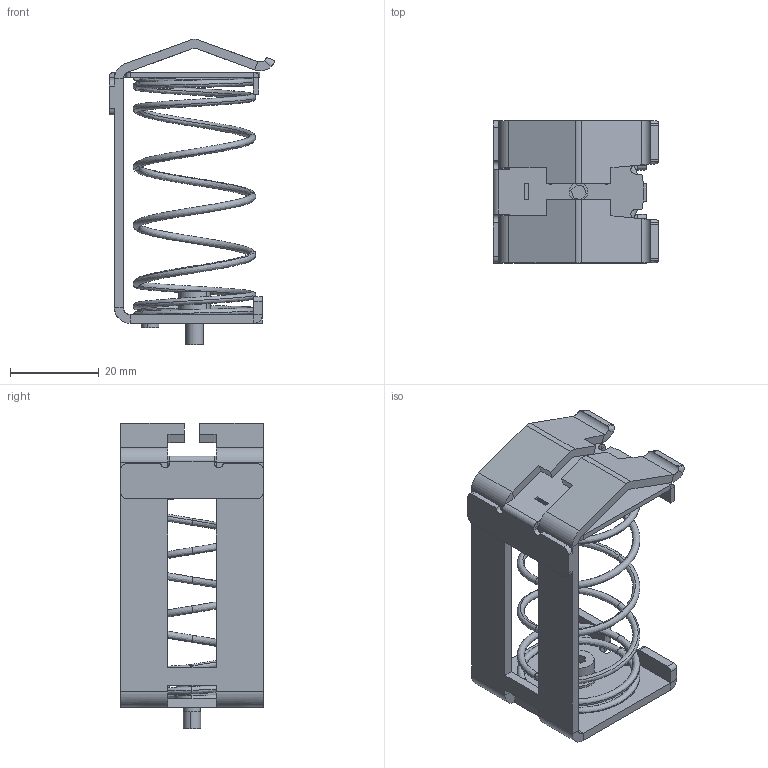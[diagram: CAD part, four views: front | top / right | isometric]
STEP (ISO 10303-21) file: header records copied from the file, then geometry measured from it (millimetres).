
FILE_DESCRIPTION(('CATIA V5R24 STEP','CAx-IF Rec.Pracs.--- Model Styling and Organization---1.2---2011-12-15'),'2;1');
FILE_NAME ('D1454828_0', '2016-12-22T13:40:09+00:00', ('Weidmueller Interface'), ('Weidmueller'), 'CATIA Version 5-6 Release 2014 SP4 HF52', 'CATIA V5 STEP AP214', 'none');
FILE_SCHEMA(('AUTOMOTIVE_DESIGN { 1 0 10303 214 1 1 1 1 }'));
Length unit declared in the file: millimetre
Products named in the file (1): v5-standard_part
Bounding box: 37.27 x 32 x 68.75 mm (x, y, z)
Volume: 9171.1 mm3; surface area: 12871.9 mm2
Topology: 2 solids, 2 shells, 237 faces, 614 edges, 378 vertices
Faces by surface type: plane 138, cylinder 60, bspline 37, cone 2
Entity records: 9703 total; most frequent: CARTESIAN_POINT 4542, ORIENTED_EDGE 1228, DIRECTION 816, EDGE_CURVE 614, VERTEX_POINT 378, VECTOR 349, LINE 349, AXIS2_PLACEMENT_3D 295
